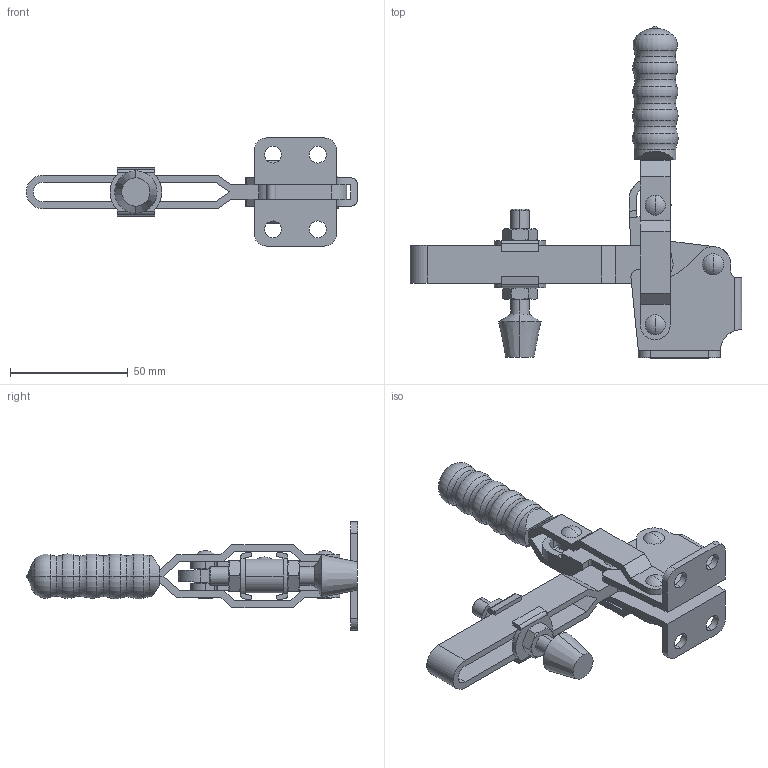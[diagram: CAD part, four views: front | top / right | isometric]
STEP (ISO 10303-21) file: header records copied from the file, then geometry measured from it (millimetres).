
FILE_DESCRIPTION (( 'STEP AP214' ), '1' );
FILE_NAME ('GH-12132(Â²¤Æ).STEP', '2020-04-10T08:08:06', ( 'LinWei' ), ( '' ), 'SwSTEP 2.0', 'SolidWorks 2016', '' );
FILE_SCHEMA (( 'AUTOMOTIVE_DESIGN' ));
Length unit declared in the file: millimetre
Products named in the file (6): 11213208; Group5^GH-12132(簡化); Group4^GH-12132(簡化); Group2^GH-12132(簡化); Group1^GH-12132(簡化); GH-12132(簡化)
Assembly tree (5 placements, depth 2):
  GH-12132(簡化)
    Group1^GH-12132(簡化)
    Group2^GH-12132(簡化)
    Group4^GH-12132(簡化)
    Group5^GH-12132(簡化)
    11213208
Bounding box: 141 x 141.15 x 46 mm (x, y, z)
Volume: 59035.1 mm3; surface area: 36134.8 mm2
Topology: 5 solids, 5 shells, 325 faces, 822 edges, 523 vertices
Faces by surface type: plane 148, cylinder 90, torus 42, cone 34, sphere 10, bspline 1
Entity records: 11509 total; most frequent: CARTESIAN_POINT 2031, DIRECTION 1750, ORIENTED_EDGE 1640, EDGE_CURVE 820, AXIS2_PLACEMENT_3D 658, VERTEX_POINT 523, LINE 434, VECTOR 434
